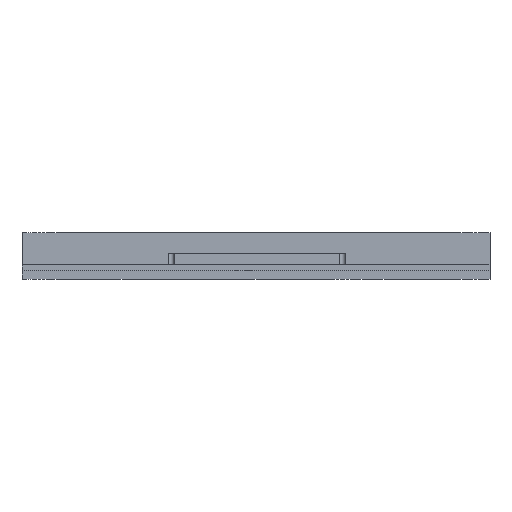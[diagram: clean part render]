
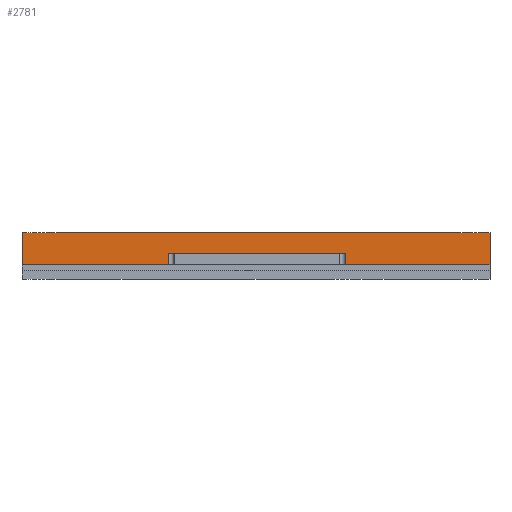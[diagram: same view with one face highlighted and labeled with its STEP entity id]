
A CAD part, front view. The second image highlights one B-rep face of the part: STEP entity #2781.
In plain terms, the highlighted planar face has unit normal (0, -1, 0).
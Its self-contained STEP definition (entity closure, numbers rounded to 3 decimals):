
#70 = CARTESIAN_POINT ( 'NONE',  ( 80., -38., 8. ) ) ;
#82 = VERTEX_POINT ( 'NONE', #1776 ) ;
#95 = DIRECTION ( 'NONE',  ( 1., 0., 0. ) ) ;
#106 = DIRECTION ( 'NONE',  ( 1., 0., 0. ) ) ;
#338 = DIRECTION ( 'NONE',  ( -1., 0., 0. ) ) ;
#374 = CARTESIAN_POINT ( 'NONE',  ( 55.248, -38., 4.5 ) ) ;
#376 = CARTESIAN_POINT ( 'NONE',  ( 0., -38., 2.5 ) ) ;
#452 = DIRECTION ( 'NONE',  ( 0., 0., -1. ) ) ;
#507 = CARTESIAN_POINT ( 'NONE',  ( 80., -38., 8. ) ) ;
#517 = CARTESIAN_POINT ( 'NONE',  ( 80., -38., 8. ) ) ;
#533 = ORIENTED_EDGE ( 'NONE', *, *, #1339, .T. ) ;
#564 = VERTEX_POINT ( 'NONE', #3317 ) ;
#689 = ORIENTED_EDGE ( 'NONE', *, *, #1351, .T. ) ;
#706 = CARTESIAN_POINT ( 'NONE',  ( 0., -38., 2.5 ) ) ;
#769 = VECTOR ( 'NONE', #1683, 1000. ) ;
#771 = VECTOR ( 'NONE', #452, 1000. ) ;
#782 = ORIENTED_EDGE ( 'NONE', *, *, #2299, .T. ) ;
#838 = CARTESIAN_POINT ( 'NONE',  ( 80., -38., 8. ) ) ;
#907 = VECTOR ( 'NONE', #95, 1000. ) ;
#1048 = EDGE_LOOP ( 'NONE', ( #3171, #3139, #3319, #689, #2088, #2671, #782, #533 ) ) ;
#1074 = EDGE_CURVE ( 'NONE', #82, #1323, #2065, .T. ) ;
#1079 = LINE ( 'NONE', #1707, #771 ) ;
#1323 = VERTEX_POINT ( 'NONE', #374 ) ;
#1339 = EDGE_CURVE ( 'NONE', #2223, #3511, #2513, .T. ) ;
#1351 = EDGE_CURVE ( 'NONE', #1323, #3952, #3531, .T. ) ;
#1356 = DIRECTION ( 'NONE',  ( 0., 0., -1. ) ) ;
#1503 = DIRECTION ( 'NONE',  ( 0., -1., 0. ) ) ;
#1522 = PLANE ( 'NONE',  #1560 ) ;
#1560 = AXIS2_PLACEMENT_3D ( 'NONE', #517, #1503, #3740 ) ;
#1683 = DIRECTION ( 'NONE',  ( 1., 0., 0. ) ) ;
#1707 = CARTESIAN_POINT ( 'NONE',  ( 25., -38., 4.5 ) ) ;
#1776 = CARTESIAN_POINT ( 'NONE',  ( 25., -38., 4.5 ) ) ;
#1783 = EDGE_CURVE ( 'NONE', #3952, #2686, #2555, .T. ) ;
#1851 = CARTESIAN_POINT ( 'NONE',  ( 80., -38., 2.5 ) ) ;
#1919 = EDGE_CURVE ( 'NONE', #3220, #2686, #4124, .T. ) ;
#1922 = VECTOR ( 'NONE', #338, 1000. ) ;
#2040 = CARTESIAN_POINT ( 'NONE',  ( 0., -38., 2.5 ) ) ;
#2065 = LINE ( 'NONE', #2694, #907 ) ;
#2088 = ORIENTED_EDGE ( 'NONE', *, *, #1783, .T. ) ;
#2182 = LINE ( 'NONE', #70, #1922 ) ;
#2223 = VERTEX_POINT ( 'NONE', #4107 ) ;
#2241 = FACE_OUTER_BOUND ( 'NONE', #1048, .T. ) ;
#2257 = VECTOR ( 'NONE', #106, 1000. ) ;
#2297 = DIRECTION ( 'NONE',  ( 0., 0., -1. ) ) ;
#2299 = EDGE_CURVE ( 'NONE', #3220, #2223, #2182, .T. ) ;
#2313 = CARTESIAN_POINT ( 'NONE',  ( 0., -38., 8. ) ) ;
#2364 = EDGE_CURVE ( 'NONE', #3511, #564, #3724, .T. ) ;
#2513 = LINE ( 'NONE', #2313, #4080 ) ;
#2521 = EDGE_CURVE ( 'NONE', #82, #564, #1079, .T. ) ;
#2555 = LINE ( 'NONE', #2040, #2257 ) ;
#2671 = ORIENTED_EDGE ( 'NONE', *, *, #1919, .F. ) ;
#2686 = VERTEX_POINT ( 'NONE', #1851 ) ;
#2694 = CARTESIAN_POINT ( 'NONE',  ( 25., -38., 4.5 ) ) ;
#2743 = DIRECTION ( 'NONE',  ( 0., 0., -1. ) ) ;
#2781 = ADVANCED_FACE ( 'NONE', ( #2241 ), #1522, .T. ) ;
#3139 = ORIENTED_EDGE ( 'NONE', *, *, #2521, .F. ) ;
#3171 = ORIENTED_EDGE ( 'NONE', *, *, #2364, .T. ) ;
#3220 = VERTEX_POINT ( 'NONE', #838 ) ;
#3281 = VECTOR ( 'NONE', #2743, 1000. ) ;
#3317 = CARTESIAN_POINT ( 'NONE',  ( 25., -38., 2.5 ) ) ;
#3319 = ORIENTED_EDGE ( 'NONE', *, *, #1074, .T. ) ;
#3511 = VERTEX_POINT ( 'NONE', #706 ) ;
#3531 = LINE ( 'NONE', #3537, #3969 ) ;
#3537 = CARTESIAN_POINT ( 'NONE',  ( 55.248, -38., 4.5 ) ) ;
#3703 = CARTESIAN_POINT ( 'NONE',  ( 55.248, -38., 2.5 ) ) ;
#3724 = LINE ( 'NONE', #376, #769 ) ;
#3740 = DIRECTION ( 'NONE',  ( 1., 0., 0. ) ) ;
#3952 = VERTEX_POINT ( 'NONE', #3703 ) ;
#3969 = VECTOR ( 'NONE', #2297, 1000. ) ;
#4080 = VECTOR ( 'NONE', #1356, 1000. ) ;
#4107 = CARTESIAN_POINT ( 'NONE',  ( 0., -38., 8. ) ) ;
#4124 = LINE ( 'NONE', #507, #3281 ) ;
